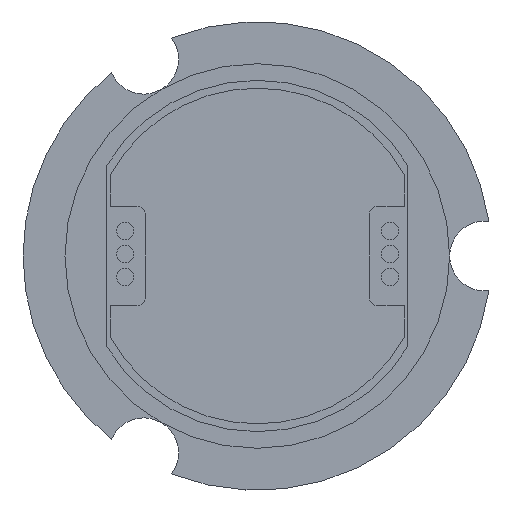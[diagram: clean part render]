
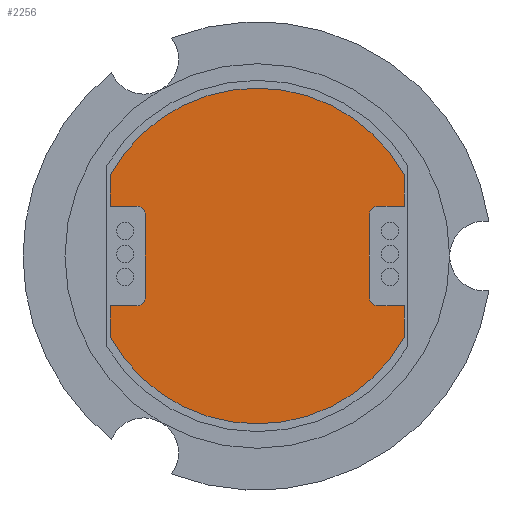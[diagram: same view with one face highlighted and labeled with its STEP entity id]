
A CAD part, front view. The second image highlights one B-rep face of the part: STEP entity #2256.
In plain terms, the highlighted planar face has unit normal (0, -1, 0).
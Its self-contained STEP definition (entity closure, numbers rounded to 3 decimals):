
#495=CARTESIAN_POINT('',(0.,0.3,0.));
#496=DIRECTION('',(0.,1.,0.));
#497=DIRECTION('',(0.875,0.,-0.484));
#498=AXIS2_PLACEMENT_3D('',#495,#496,#497);
#500=CARTESIAN_POINT('',(0.,0.3,0.));
#501=DIRECTION('',(0.,1.,0.));
#502=DIRECTION('',(0.,0.,-1.));
#503=AXIS2_PLACEMENT_3D('',#500,#501,#502);
#505=DIRECTION('',(0.,0.,1.));
#506=VECTOR('',#505,1.798);
#507=CARTESIAN_POINT('',(-8.4,0.3,-4.648));
#508=LINE('',#507,#506);
#509=DIRECTION('',(1.,0.,0.));
#510=VECTOR('',#509,1.5);
#511=CARTESIAN_POINT('',(-8.4,0.3,-2.85));
#512=LINE('',#511,#510);
#513=CARTESIAN_POINT('',(-6.9,0.3,-2.35));
#514=DIRECTION('',(0.,-1.,0.));
#515=DIRECTION('',(0.,0.,-1.));
#516=AXIS2_PLACEMENT_3D('',#513,#514,#515);
#518=DIRECTION('',(0.,0.,1.));
#519=VECTOR('',#518,4.7);
#520=CARTESIAN_POINT('',(-6.4,0.3,-2.35));
#521=LINE('',#520,#519);
#522=CARTESIAN_POINT('',(-6.9,0.3,2.35));
#523=DIRECTION('',(0.,-1.,0.));
#524=DIRECTION('',(1.,0.,0.));
#525=AXIS2_PLACEMENT_3D('',#522,#523,#524);
#527=DIRECTION('',(-1.,0.,0.));
#528=VECTOR('',#527,1.5);
#529=CARTESIAN_POINT('',(-6.9,0.3,2.85));
#530=LINE('',#529,#528);
#531=DIRECTION('',(0.,0.,1.));
#532=VECTOR('',#531,1.798);
#533=CARTESIAN_POINT('',(-8.4,0.3,2.85));
#534=LINE('',#533,#532);
#535=CARTESIAN_POINT('',(0.,0.3,0.));
#536=DIRECTION('',(0.,1.,0.));
#537=DIRECTION('',(-0.875,0.,0.484));
#538=AXIS2_PLACEMENT_3D('',#535,#536,#537);
#540=CARTESIAN_POINT('',(0.,0.3,0.));
#541=DIRECTION('',(0.,1.,0.));
#542=DIRECTION('',(0.,0.,1.));
#543=AXIS2_PLACEMENT_3D('',#540,#541,#542);
#545=DIRECTION('',(0.,0.,-1.));
#546=VECTOR('',#545,1.798);
#547=CARTESIAN_POINT('',(8.4,0.3,4.648));
#548=LINE('',#547,#546);
#549=DIRECTION('',(-1.,0.,0.));
#550=VECTOR('',#549,1.5);
#551=CARTESIAN_POINT('',(8.4,0.3,2.85));
#552=LINE('',#551,#550);
#553=CARTESIAN_POINT('',(6.9,0.3,2.35));
#554=DIRECTION('',(0.,-1.,0.));
#555=DIRECTION('',(0.,0.,1.));
#556=AXIS2_PLACEMENT_3D('',#553,#554,#555);
#558=DIRECTION('',(0.,0.,-1.));
#559=VECTOR('',#558,4.7);
#560=CARTESIAN_POINT('',(6.4,0.3,2.35));
#561=LINE('',#560,#559);
#562=CARTESIAN_POINT('',(6.9,0.3,-2.35));
#563=DIRECTION('',(0.,-1.,0.));
#564=DIRECTION('',(-1.,0.,0.));
#565=AXIS2_PLACEMENT_3D('',#562,#563,#564);
#567=DIRECTION('',(1.,0.,0.));
#568=VECTOR('',#567,1.5);
#569=CARTESIAN_POINT('',(6.9,0.3,-2.85));
#570=LINE('',#569,#568);
#571=DIRECTION('',(0.,0.,-1.));
#572=VECTOR('',#571,1.798);
#573=CARTESIAN_POINT('',(8.4,0.3,-2.85));
#574=LINE('',#573,#572);
#1317=CARTESIAN_POINT('',(8.4,0.3,-4.648));
#1318=VERTEX_POINT('',#1317);
#1321=CARTESIAN_POINT('',(-8.4,0.3,-4.648));
#1322=CARTESIAN_POINT('',(-8.4,0.3,-2.85));
#1323=VERTEX_POINT('',#1321);
#1324=VERTEX_POINT('',#1322);
#1327=CARTESIAN_POINT('',(-6.9,0.3,-2.85));
#1328=VERTEX_POINT('',#1327);
#1331=CARTESIAN_POINT('',(-6.4,0.3,-2.35));
#1332=VERTEX_POINT('',#1331);
#1335=CARTESIAN_POINT('',(-6.4,0.3,2.35));
#1336=VERTEX_POINT('',#1335);
#1341=CARTESIAN_POINT('',(-8.4,0.3,2.85));
#1342=VERTEX_POINT('',#1341);
#1343=CARTESIAN_POINT('',(-6.9,0.3,2.85));
#1344=VERTEX_POINT('',#1343);
#1351=CARTESIAN_POINT('',(-8.4,0.3,4.648));
#1352=VERTEX_POINT('',#1351);
#1355=CARTESIAN_POINT('',(8.4,0.3,4.648));
#1356=CARTESIAN_POINT('',(8.4,0.3,2.85));
#1357=VERTEX_POINT('',#1355);
#1358=VERTEX_POINT('',#1356);
#1361=CARTESIAN_POINT('',(6.9,0.3,2.85));
#1362=VERTEX_POINT('',#1361);
#1365=CARTESIAN_POINT('',(6.4,0.3,2.35));
#1366=VERTEX_POINT('',#1365);
#1369=CARTESIAN_POINT('',(6.4,0.3,-2.35));
#1370=VERTEX_POINT('',#1369);
#1373=CARTESIAN_POINT('',(8.4,0.3,-2.85));
#1374=VERTEX_POINT('',#1373);
#1375=CARTESIAN_POINT('',(6.9,0.3,-2.85));
#1376=VERTEX_POINT('',#1375);
#1377=CARTESIAN_POINT('',(0.,0.3,-9.6));
#1378=VERTEX_POINT('',#1377);
#1379=CARTESIAN_POINT('',(0.,0.3,9.6));
#1380=VERTEX_POINT('',#1379);
#2231=CARTESIAN_POINT('',(0.,0.3,0.));
#2232=DIRECTION('',(0.,1.,0.));
#2233=DIRECTION('',(0.,0.,-1.));
#2234=AXIS2_PLACEMENT_3D('',#2231,#2232,#2233);
#2235=PLANE('',#2234);
#2236=ORIENTED_EDGE('',*,*,#2027,.T.);
#2237=ORIENTED_EDGE('',*,*,#2025,.T.);
#2238=ORIENTED_EDGE('',*,*,#2041,.T.);
#2239=ORIENTED_EDGE('',*,*,#2055,.T.);
#2240=ORIENTED_EDGE('',*,*,#2069,.T.);
#2241=ORIENTED_EDGE('',*,*,#2083,.T.);
#2242=ORIENTED_EDGE('',*,*,#2097,.T.);
#2243=ORIENTED_EDGE('',*,*,#2111,.T.);
#2244=ORIENTED_EDGE('',*,*,#2125,.T.);
#2245=ORIENTED_EDGE('',*,*,#2142,.T.);
#2246=ORIENTED_EDGE('',*,*,#2140,.T.);
#2247=ORIENTED_EDGE('',*,*,#2156,.T.);
#2248=ORIENTED_EDGE('',*,*,#2170,.T.);
#2249=ORIENTED_EDGE('',*,*,#2184,.T.);
#2250=ORIENTED_EDGE('',*,*,#2198,.T.);
#2251=ORIENTED_EDGE('',*,*,#2212,.T.);
#2252=ORIENTED_EDGE('',*,*,#2225,.T.);
#2253=ORIENTED_EDGE('',*,*,#2009,.T.);
#2254=EDGE_LOOP('',(#2236,#2237,#2238,#2239,#2240,#2241,#2242,#2243,#2244,#2245,
#2246,#2247,#2248,#2249,#2250,#2251,#2252,#2253));
#2255=FACE_OUTER_BOUND('',#2254,.F.);
#2256=ADVANCED_FACE('',(#2255),#2235,.F.);
#499=CIRCLE('',#498,9.6);
#504=CIRCLE('',#503,9.6);
#517=CIRCLE('',#516,0.5);
#526=CIRCLE('',#525,0.5);
#539=CIRCLE('',#538,9.6);
#544=CIRCLE('',#543,9.6);
#557=CIRCLE('',#556,0.5);
#566=CIRCLE('',#565,0.5);
#2009=EDGE_CURVE('',#1374,#1318,#574,.T.);
#2025=EDGE_CURVE('',#1378,#1323,#504,.T.);
#2027=EDGE_CURVE('',#1318,#1378,#499,.T.);
#2041=EDGE_CURVE('',#1323,#1324,#508,.T.);
#2055=EDGE_CURVE('',#1324,#1328,#512,.T.);
#2069=EDGE_CURVE('',#1328,#1332,#517,.T.);
#2083=EDGE_CURVE('',#1332,#1336,#521,.T.);
#2097=EDGE_CURVE('',#1336,#1344,#526,.T.);
#2111=EDGE_CURVE('',#1344,#1342,#530,.T.);
#2125=EDGE_CURVE('',#1342,#1352,#534,.T.);
#2140=EDGE_CURVE('',#1380,#1357,#544,.T.);
#2142=EDGE_CURVE('',#1352,#1380,#539,.T.);
#2156=EDGE_CURVE('',#1357,#1358,#548,.T.);
#2170=EDGE_CURVE('',#1358,#1362,#552,.T.);
#2184=EDGE_CURVE('',#1362,#1366,#557,.T.);
#2198=EDGE_CURVE('',#1366,#1370,#561,.T.);
#2212=EDGE_CURVE('',#1370,#1376,#566,.T.);
#2225=EDGE_CURVE('',#1376,#1374,#570,.T.);
